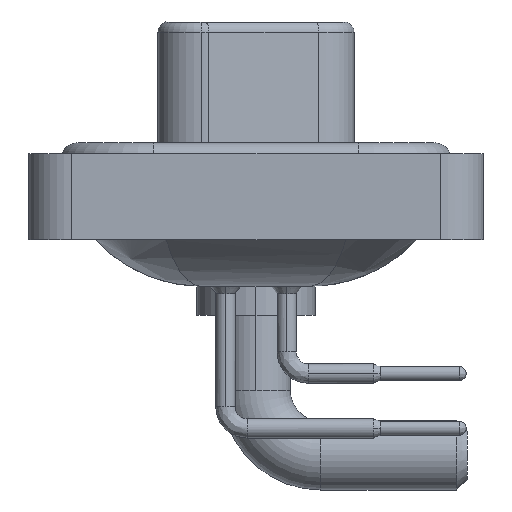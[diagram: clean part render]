
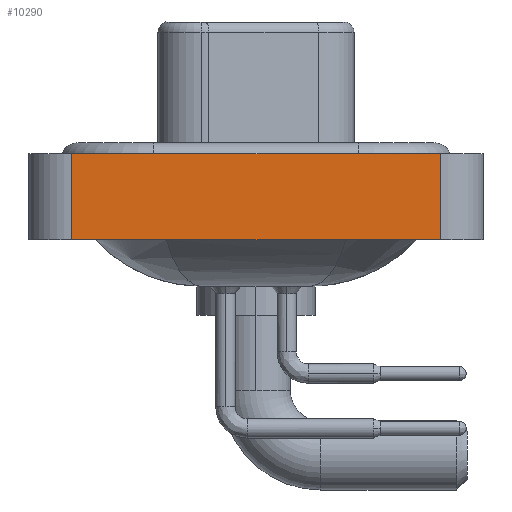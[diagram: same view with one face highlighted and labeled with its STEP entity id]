
A CAD part, left-side view. The second image highlights one B-rep face of the part: STEP entity #10290.
In plain terms, the highlighted planar face has unit normal (-1, 0, 0).
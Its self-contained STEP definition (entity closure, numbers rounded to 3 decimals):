
#356 = EDGE_CURVE ( 'NONE', #4243, #8444, #13575, .T. ) ;
#1223 = FACE_OUTER_BOUND ( 'NONE', #24707, .T. ) ;
#1953 = VECTOR ( 'NONE', #18697, 1000. ) ;
#4243 = VERTEX_POINT ( 'NONE', #23321 ) ;
#5906 = CARTESIAN_POINT ( 'NONE',  ( -7.3, 8.55, -3.6 ) ) ;
#5957 = CARTESIAN_POINT ( 'NONE',  ( -7.3, 8.55, -3.6 ) ) ;
#6983 = VECTOR ( 'NONE', #23553, 1000. ) ;
#8005 = CARTESIAN_POINT ( 'NONE',  ( -7.3, -8.55, -3.6 ) ) ;
#8045 = ORIENTED_EDGE ( 'NONE', *, *, #356, .T. ) ;
#8444 = VERTEX_POINT ( 'NONE', #25474 ) ;
#9154 = LINE ( 'NONE', #15145, #10329 ) ;
#10290 = ADVANCED_FACE ( 'NONE', ( #1223 ), #20195, .T. ) ;
#10329 = VECTOR ( 'NONE', #23317, 1000. ) ;
#10386 = VECTOR ( 'NONE', #13879, 1000. ) ;
#12058 = ORIENTED_EDGE ( 'NONE', *, *, #22433, .T. ) ;
#13282 = DIRECTION ( 'NONE',  ( -1., 0., 0. ) ) ;
#13575 = LINE ( 'NONE', #25420, #6983 ) ;
#13879 = DIRECTION ( 'NONE',  ( 0., 0., 1. ) ) ;
#14159 = LINE ( 'NONE', #5906, #10386 ) ;
#14893 = CARTESIAN_POINT ( 'NONE',  ( -7.3, -8.55, 0.4 ) ) ;
#15145 = CARTESIAN_POINT ( 'NONE',  ( -7.3, -8.55, -3.6 ) ) ;
#15194 = VERTEX_POINT ( 'NONE', #25272 ) ;
#15977 = DIRECTION ( 'NONE',  ( 0., 0., 1. ) ) ;
#17116 = LINE ( 'NONE', #14893, #1953 ) ;
#18697 = DIRECTION ( 'NONE',  ( 0., -1., 0. ) ) ;
#20195 = PLANE ( 'NONE',  #20622 ) ;
#20622 = AXIS2_PLACEMENT_3D ( 'NONE', #8005, #13282, #15977 ) ;
#22328 = ORIENTED_EDGE ( 'NONE', *, *, #25913, .F. ) ;
#22433 = EDGE_CURVE ( 'NONE', #25074, #4243, #9154, .T. ) ;
#23244 = ORIENTED_EDGE ( 'NONE', *, *, #23364, .F. ) ;
#23317 = DIRECTION ( 'NONE',  ( 0., -1., 0. ) ) ;
#23321 = CARTESIAN_POINT ( 'NONE',  ( -7.3, -8.55, -3.6 ) ) ;
#23364 = EDGE_CURVE ( 'NONE', #25074, #15194, #14159, .T. ) ;
#23553 = DIRECTION ( 'NONE',  ( 0., 0., 1. ) ) ;
#24707 = EDGE_LOOP ( 'NONE', ( #8045, #22328, #23244, #12058 ) ) ;
#25074 = VERTEX_POINT ( 'NONE', #5957 ) ;
#25272 = CARTESIAN_POINT ( 'NONE',  ( -7.3, 8.55, 0.4 ) ) ;
#25420 = CARTESIAN_POINT ( 'NONE',  ( -7.3, -8.55, -3.6 ) ) ;
#25474 = CARTESIAN_POINT ( 'NONE',  ( -7.3, -8.55, 0.4 ) ) ;
#25913 = EDGE_CURVE ( 'NONE', #15194, #8444, #17116, .T. ) ;
